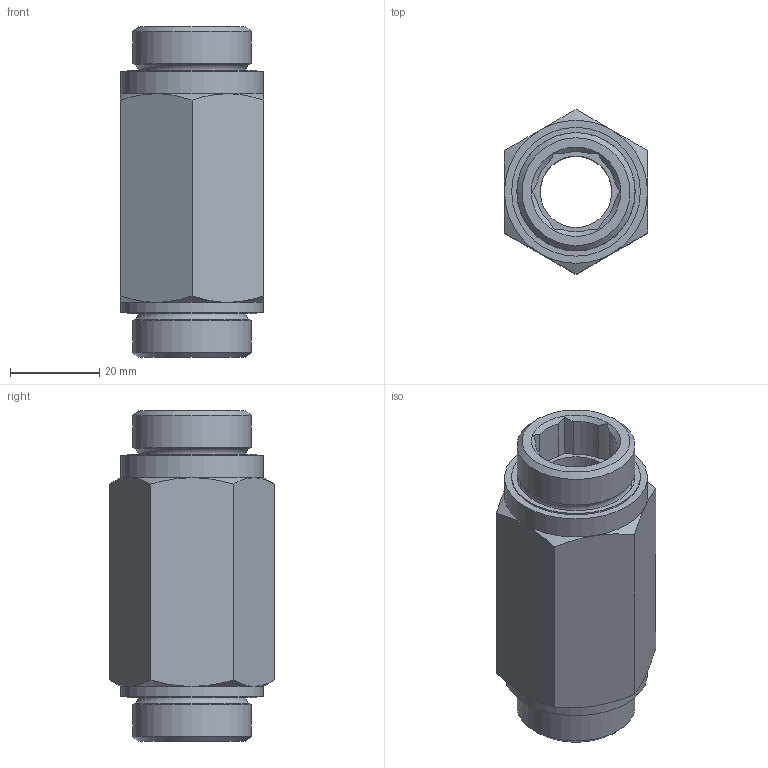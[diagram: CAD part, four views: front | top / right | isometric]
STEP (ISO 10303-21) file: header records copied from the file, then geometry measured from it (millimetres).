
FILE_DESCRIPTION(/* description */ ('STEP AP214'),/* implementation_level */ '2;1');
FILE_NAME(/* name */ '11692_H-3_4-B',/* time_stamp */ '2024-08-28T22:53:26+02:00',/* author */ ('License CC BY-ND 4.0'),/* organization */ ('CADENAS'),/* preprocessor_version */ 'ST-DEVELOPER v19.3',/* originating_system */ 'PARTsolutions',/* authorisation */ ' ');
FILE_SCHEMA (('AUTOMOTIVE_DESIGN {1 0 10303 214 3 1 1}'));
Length unit declared in the file: millimetre
Products named in the file (1): 11692 H-3_4-B
Bounding box: 32 x 36.95 x 74 mm (x, y, z)
Volume: 42094.7 mm3; surface area: 13330.9 mm2
Topology: 1 solids, 1 shells, 62 faces, 141 edges, 86 vertices
Faces by surface type: plane 25, cone 20, cylinder 15, torus 2
Full cylindrical faces by diameter (mm): 16 x1, 26.441 x2, 26.5 x2, 28.8 x2, 32 x2
Entity records: 2106 total; most frequent: CARTESIAN_POINT 375, DIRECTION 258, ORIENTED_EDGE 240, EDGE_CURVE 120, AXIS2_PLACEMENT_3D 111, EDGE_LOOP 88, FACE_BOUND 88, VERTEX_POINT 84
